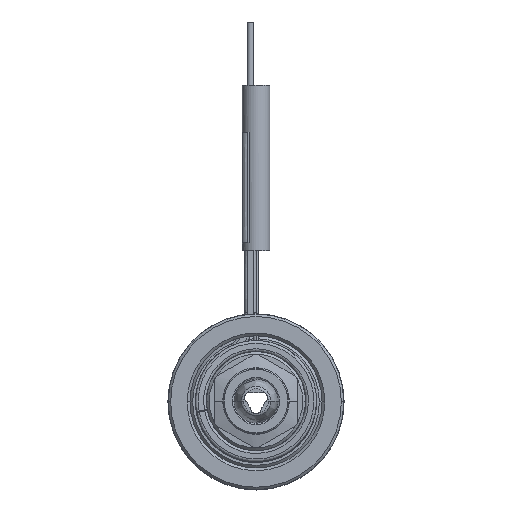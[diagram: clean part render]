
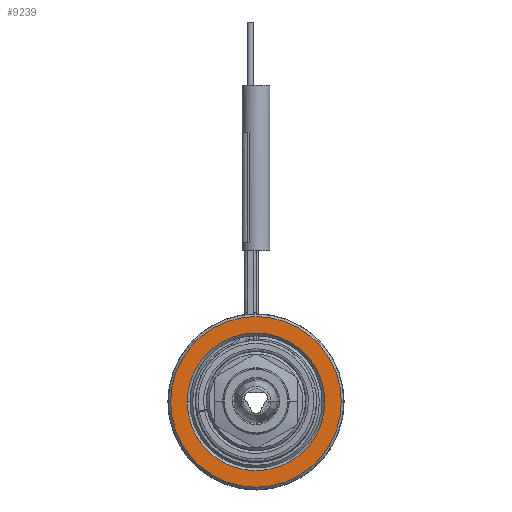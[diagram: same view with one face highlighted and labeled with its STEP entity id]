
A CAD part, top view. The second image highlights one B-rep face of the part: STEP entity #9239.
In plain terms, the highlighted planar face has unit normal (0, 0, 1).
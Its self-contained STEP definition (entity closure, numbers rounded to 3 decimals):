
#1629=CARTESIAN_POINT('',(0.,0.,25.));
#1630=DIRECTION('',(0.,0.,-1.));
#1631=DIRECTION('',(-1.,0.,0.));
#1632=AXIS2_PLACEMENT_3D('',#1629,#1630,#1631);
#1643=CARTESIAN_POINT('',(0.,0.,25.));
#1644=DIRECTION('',(0.,0.,-1.));
#1645=DIRECTION('',(1.,0.,0.));
#1646=AXIS2_PLACEMENT_3D('',#1643,#1644,#1645);
#1657=CARTESIAN_POINT('',(0.,0.,
25.));
#1658=DIRECTION('',(0.,0.,-1.));
#1659=DIRECTION('',(1.,0.,0.));
#1660=AXIS2_PLACEMENT_3D('',#1657,#1658,#1659);
#1671=CARTESIAN_POINT('',(0.,0.,25.));
#1672=DIRECTION('',(0.,0.,-1.));
#1673=DIRECTION('',(-1.,0.,0.));
#1674=AXIS2_PLACEMENT_3D('',#1671,#1672,#1673);
#6587=CARTESIAN_POINT('',(15.5,0.,25.));
#6588=CARTESIAN_POINT('',(-15.5,0.,
25.));
#6589=VERTEX_POINT('',#6587);
#6590=VERTEX_POINT('',#6588);
#6591=CARTESIAN_POINT('',(12.5,0.,25.));
#6592=CARTESIAN_POINT('',(-12.5,0.,25.));
#6593=VERTEX_POINT('',#6591);
#6594=VERTEX_POINT('',#6592);
#9224=CARTESIAN_POINT('',(0.,0.,25.));
#9225=DIRECTION('',(0.,0.,1.));
#9226=DIRECTION('',(-1.,0.,0.));
#9227=AXIS2_PLACEMENT_3D('',#9224,#9225,#9226);
#9228=PLANE('',#9227);
#9229=ORIENTED_EDGE('',*,*,#9206,.T.);
#9230=ORIENTED_EDGE('',*,*,#9191,.T.);
#9231=EDGE_LOOP('',(#9229,#9230));
#9232=FACE_OUTER_BOUND('',#9231,.F.);
#9234=ORIENTED_EDGE('',*,*,#9233,.F.);
#9236=ORIENTED_EDGE('',*,*,#9235,.F.);
#9237=EDGE_LOOP('',(#9234,#9236));
#9238=FACE_BOUND('',#9237,.F.);
#1633=CIRCLE('',#1632,15.5);
#1647=CIRCLE('',#1646,15.5);
#1661=CIRCLE('',#1660,12.5);
#1675=CIRCLE('',#1674,12.5);
#9191=EDGE_CURVE('',#6590,#6589,#1633,.T.);
#9206=EDGE_CURVE('',#6589,#6590,#1647,.T.);
#9233=EDGE_CURVE('',#6593,#6594,#1661,.T.);
#9235=EDGE_CURVE('',#6594,#6593,#1675,.T.);
#9239=ADVANCED_FACE('',(#9232,#9238),#9228,.T.);
